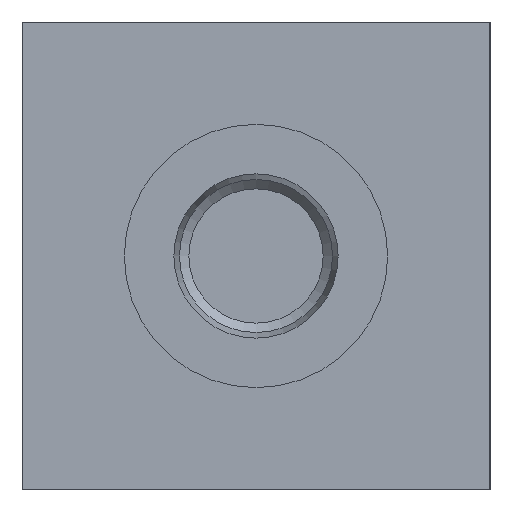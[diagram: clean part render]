
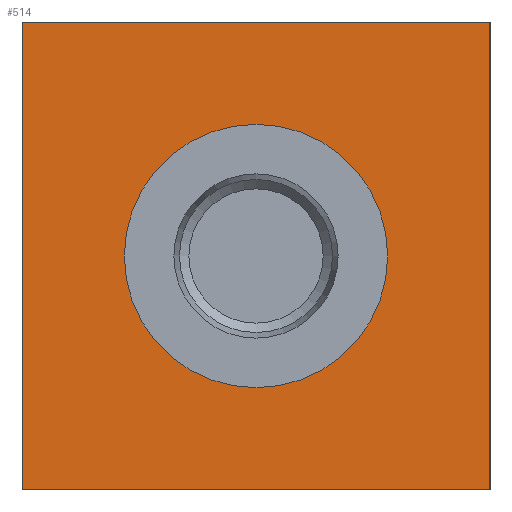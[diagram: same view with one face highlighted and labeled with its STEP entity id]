
A CAD part, left-side view. The second image highlights one B-rep face of the part: STEP entity #514.
In plain terms, the highlighted planar face has unit normal (-1, 0, 0).
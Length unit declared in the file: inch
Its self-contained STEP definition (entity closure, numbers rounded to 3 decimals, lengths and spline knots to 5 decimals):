
#514 = ADVANCED_FACE( '', ( #1110, #1111 ), #1112, .F. );
#1110 = FACE_BOUND( '', #1719, .T. );
#1111 = FACE_OUTER_BOUND( '', #1720, .T. );
#1112 = PLANE( '', #1721 );
#1719 = EDGE_LOOP( '', ( #3097 ) );
#1720 = EDGE_LOOP( '', ( #3098, #3099, #3100, #3101 ) );
#1721 = AXIS2_PLACEMENT_3D( '', #3102, #3103, #3104 );
#3097 = ORIENTED_EDGE( '', *, *, #3397, .T. );
#3098 = ORIENTED_EDGE( '', *, *, #3662, .F. );
#3099 = ORIENTED_EDGE( '', *, *, #3590, .F. );
#3100 = ORIENTED_EDGE( '', *, *, #3318, .F. );
#3101 = ORIENTED_EDGE( '', *, *, #3755, .F. );
#3102 = CARTESIAN_POINT( '', ( 0., 0., 0. ) );
#3103 = DIRECTION( '', ( 1., 0., 0. ) );
#3104 = DIRECTION( '', ( 0., 0., -1. ) );
#3318 = EDGE_CURVE( '', #3942, #3943, #3944, .T. );
#3397 = EDGE_CURVE( '', #4072, #4072, #4073, .T. );
#3590 = EDGE_CURVE( '', #3943, #4368, #4369, .T. );
#3662 = EDGE_CURVE( '', #4368, #4473, #4474, .T. );
#3755 = EDGE_CURVE( '', #4473, #3942, #4585, .T. );
#3942 = VERTEX_POINT( '', #4817 );
#3943 = VERTEX_POINT( '', #4818 );
#3944 = LINE( '', #4819, #4820 );
#4072 = VERTEX_POINT( '', #4988 );
#4073 = CIRCLE( '', #4989, 0.4925 );
#4368 = VERTEX_POINT( '', #5358 );
#4369 = LINE( '', #5359, #5360 );
#4473 = VERTEX_POINT( '', #5508 );
#4474 = LINE( '', #5509, #5510 );
#4585 = LINE( '', #5652, #5653 );
#4817 = CARTESIAN_POINT( '', ( 0., 0., 1.75 ) );
#4818 = CARTESIAN_POINT( '', ( 0., 0., 0. ) );
#4819 = CARTESIAN_POINT( '', ( 0., 0., 1.75 ) );
#4820 = VECTOR( '', #5822, 39.37008 );
#4988 = CARTESIAN_POINT( '', ( 0., 0.875, 0.3825 ) );
#4989 = AXIS2_PLACEMENT_3D( '', #5917, #5918, #5919 );
#5358 = CARTESIAN_POINT( '', ( 0., 1.75, 0. ) );
#5359 = CARTESIAN_POINT( '', ( 0., 0., 0. ) );
#5360 = VECTOR( '', #6171, 39.37008 );
#5508 = CARTESIAN_POINT( '', ( 0., 1.75, 1.75 ) );
#5509 = CARTESIAN_POINT( '', ( 0., 1.75, 0. ) );
#5510 = VECTOR( '', #6270, 39.37008 );
#5652 = CARTESIAN_POINT( '', ( 0., 1.75, 1.75 ) );
#5653 = VECTOR( '', #6350, 39.37008 );
#5822 = DIRECTION( '', ( 0., 0., -1. ) );
#5917 = CARTESIAN_POINT( '', ( 0., 0.875, 0.875 ) );
#5918 = DIRECTION( '', ( 1., 0., 0. ) );
#5919 = DIRECTION( '', ( 0., 0., -1. ) );
#6171 = DIRECTION( '', ( 0., 1., 0. ) );
#6270 = DIRECTION( '', ( 0., 0., 1. ) );
#6350 = DIRECTION( '', ( 0., -1., 0. ) );
